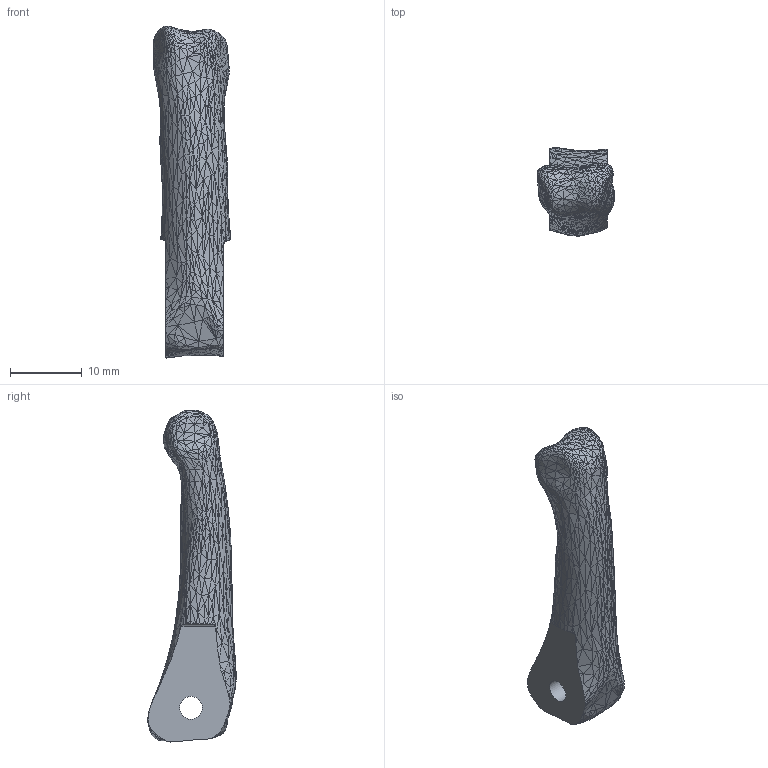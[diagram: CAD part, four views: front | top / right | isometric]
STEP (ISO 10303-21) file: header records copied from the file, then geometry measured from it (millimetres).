
FILE_DESCRIPTION(/* description */ (''),/* implementation_level */ '2;1');
FILE_NAME(/* name */ 'PinkyPP.step',/* time_stamp */ '2023-04-15T09:27:10-04:00',/* author */ (''),/* organization */ (''),/* preprocessor_version */ 'ST-DEVELOPER v19.2',/* originating_system */ 'Autodesk Translation Framework v12.4.0.73',/* authorisation */ '');
FILE_SCHEMA (('AUTOMOTIVE_DESIGN { 1 0 10303 214 3 1 1 }'));
Length unit declared in the file: millimetre
Products named in the file (1): PinkyPP
Bounding box: 10.79 x 12.34 x 46.27 mm (x, y, z)
Volume: 2565.9 mm3; surface area: 1497.9 mm2
Topology: 1 solids, 1 shells, 2063 faces, 3242 edges, 1181 vertices
Faces by surface type: plane 2060, cylinder 3
Full cylindrical faces by diameter (mm): 3.175 x1
Entity records: 41630 total; most frequent: DIRECTION 7395, CARTESIAN_POINT 6487, ORIENTED_EDGE 6484, EDGE_CURVE 3242, LINE 3217, VECTOR 3217, AXIS2_PLACEMENT_3D 2089, EDGE_LOOP 2065
